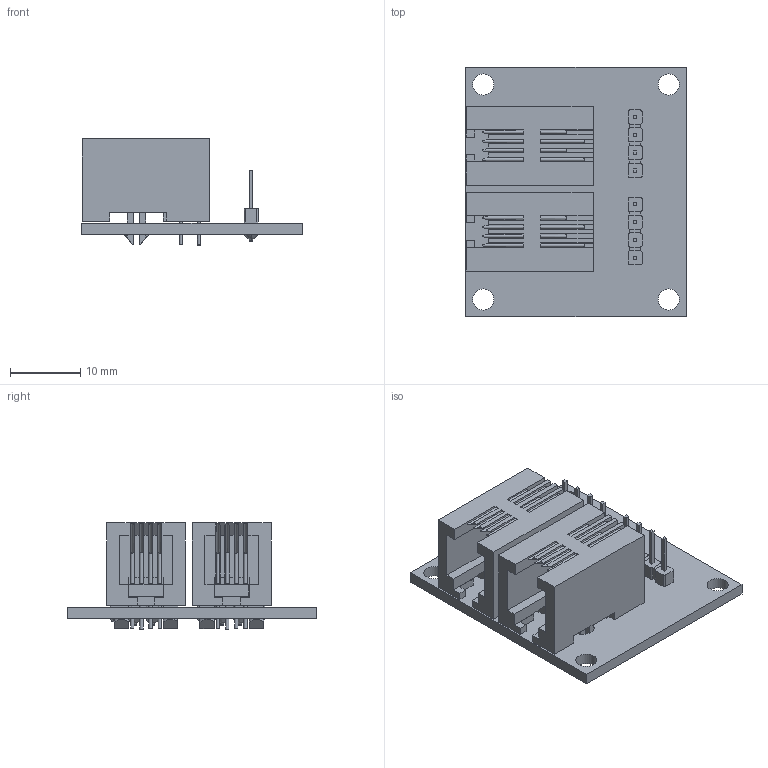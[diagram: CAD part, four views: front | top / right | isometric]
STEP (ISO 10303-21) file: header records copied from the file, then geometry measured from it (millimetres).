
FILE_DESCRIPTION(('FreeCAD Model'),'2;1');
FILE_NAME('RJ9_PCB.step','2016-01-10T22:35:51',('Author'),( ''),'Open CASCADE STEP processor 6.8','FreeCAD','Unknown');
FILE_SCHEMA(('AUTOMOTIVE_DESIGN_CC2 { 1 2 10303 214 -1 1 5 4 }'));
Length unit declared in the file: millimetre
Products named in the file (2): ASSEMBLY; Fusion001
Assembly tree (1 placements, depth 2):
  ASSEMBLY
    Fusion001
Bounding box: 31.22 x 35.39 x 15.06 mm (x, y, z)
Volume: 4576.5 mm3; surface area: 6855.6 mm2
Topology: 1 solids, 1 shells, 516 faces, 1578 edges, 1042 vertices
Faces by surface type: plane 362, cylinder 90, bspline 64
Full cylindrical faces by diameter (mm): 0.48 x34, 0.49 x6, 3 x4
Entity records: 60134 total; most frequent: CARTESIAN_POINT 27881, DIRECTION 4499, ORIENTED_EDGE 3156, PCURVE 3156, DEFINITIONAL_REPRESENTATION 3156, LINE 2905, VECTOR 2905, EDGE_CURVE 1578
